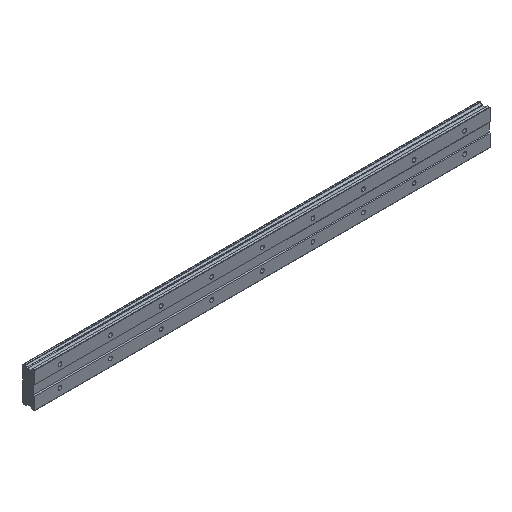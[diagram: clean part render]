
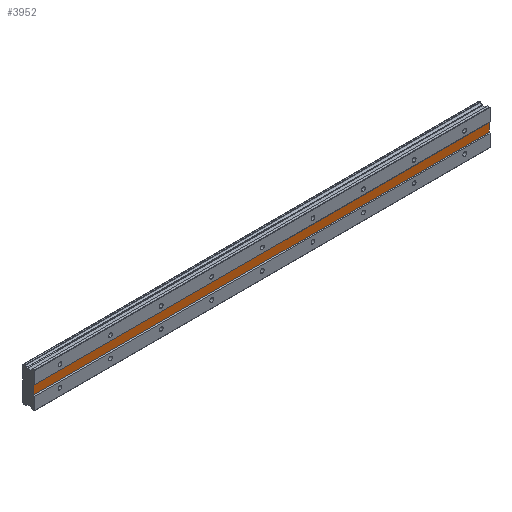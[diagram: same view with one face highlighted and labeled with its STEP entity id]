
A CAD part, isometric view. The second image highlights one B-rep face of the part: STEP entity #3952.
In plain terms, the highlighted planar face has unit normal (0, -1, 0).
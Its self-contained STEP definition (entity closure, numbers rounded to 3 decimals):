
#10 = LINE ( 'NONE', #958, #1951 ) ;
#68 = EDGE_LOOP ( 'NONE', ( #1072, #1973, #2737, #2113 ) ) ;
#118 = VERTEX_POINT ( 'NONE', #610 ) ;
#234 = DIRECTION ( 'NONE',  ( 0., 0., -1. ) ) ;
#561 = VERTEX_POINT ( 'NONE', #1702 ) ;
#587 = LINE ( 'NONE', #3647, #1250 ) ;
#609 = VECTOR ( 'NONE', #2794, 1000. ) ;
#610 = CARTESIAN_POINT ( 'NONE',  ( -30., 1., 5. ) ) ;
#638 = FACE_OUTER_BOUND ( 'NONE', #68, .T. ) ;
#958 = CARTESIAN_POINT ( 'NONE',  ( 510., 1., 20.827 ) ) ;
#1072 = ORIENTED_EDGE ( 'NONE', *, *, #2078, .T. ) ;
#1133 = DIRECTION ( 'NONE',  ( 0., 0., 1. ) ) ;
#1243 = LINE ( 'NONE', #3598, #609 ) ;
#1250 = VECTOR ( 'NONE', #234, 1000. ) ;
#1502 = VECTOR ( 'NONE', #3229, 1000. ) ;
#1702 = CARTESIAN_POINT ( 'NONE',  ( 510., 1., 5. ) ) ;
#1951 = VECTOR ( 'NONE', #2837, 1000. ) ;
#1973 = ORIENTED_EDGE ( 'NONE', *, *, #3403, .F. ) ;
#1992 = CARTESIAN_POINT ( 'NONE',  ( -30., 1., -5. ) ) ;
#2014 = CARTESIAN_POINT ( 'NONE',  ( 510., 1., -5. ) ) ;
#2071 = VERTEX_POINT ( 'NONE', #1992 ) ;
#2078 = EDGE_CURVE ( 'NONE', #2071, #3144, #2354, .T. ) ;
#2113 = ORIENTED_EDGE ( 'NONE', *, *, #3320, .T. ) ;
#2354 = LINE ( 'NONE', #2629, #1502 ) ;
#2460 = CARTESIAN_POINT ( 'NONE',  ( 510., 1., 5. ) ) ;
#2629 = CARTESIAN_POINT ( 'NONE',  ( 510., 1., -5. ) ) ;
#2737 = ORIENTED_EDGE ( 'NONE', *, *, #3943, .F. ) ;
#2794 = DIRECTION ( 'NONE',  ( 1., 0., 0. ) ) ;
#2837 = DIRECTION ( 'NONE',  ( 0., 0., -1. ) ) ;
#3144 = VERTEX_POINT ( 'NONE', #2014 ) ;
#3229 = DIRECTION ( 'NONE',  ( 1., 0., 0. ) ) ;
#3294 = DIRECTION ( 'NONE',  ( 0., 1., 0. ) ) ;
#3320 = EDGE_CURVE ( 'NONE', #118, #2071, #587, .T. ) ;
#3389 = PLANE ( 'NONE',  #3625 ) ;
#3403 = EDGE_CURVE ( 'NONE', #561, #3144, #10, .T. ) ;
#3598 = CARTESIAN_POINT ( 'NONE',  ( 510., 1., 5. ) ) ;
#3625 = AXIS2_PLACEMENT_3D ( 'NONE', #2460, #3294, #1133 ) ;
#3647 = CARTESIAN_POINT ( 'NONE',  ( -30., 1., 20.827 ) ) ;
#3943 = EDGE_CURVE ( 'NONE', #118, #561, #1243, .T. ) ;
#3952 = ADVANCED_FACE ( 'NONE', ( #638 ), #3389, .F. ) ;
